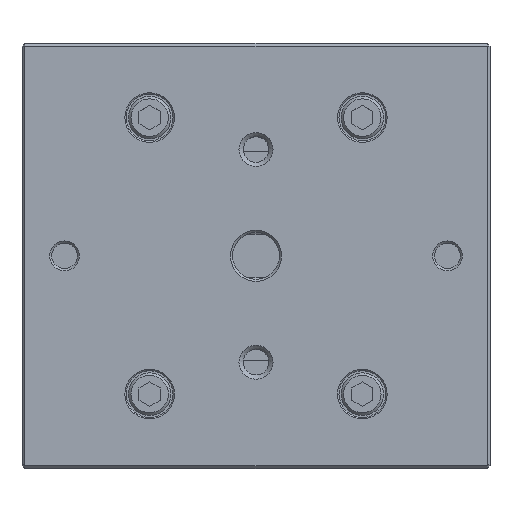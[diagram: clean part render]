
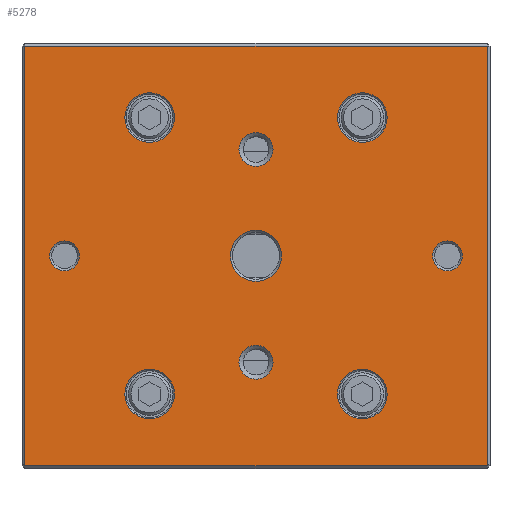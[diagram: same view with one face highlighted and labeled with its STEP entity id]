
A CAD part, top view. The second image highlights one B-rep face of the part: STEP entity #5278.
In plain terms, the highlighted planar face has unit normal (0, 0, 1).
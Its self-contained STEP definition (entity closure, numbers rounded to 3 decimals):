
#4799=FACE_BOUND('',#7689,.T.);
#4800=FACE_BOUND('',#7690,.T.);
#4801=FACE_BOUND('',#7691,.T.);
#4802=FACE_BOUND('',#7692,.T.);
#4803=FACE_BOUND('',#7693,.T.);
#4804=FACE_BOUND('',#7694,.T.);
#4805=FACE_BOUND('',#7695,.T.);
#4806=FACE_BOUND('',#7696,.T.);
#4807=FACE_BOUND('',#7697,.T.);
#4808=FACE_BOUND('',#7698,.T.);
#5045=CIRCLE('',#20132,6.);
#5046=CIRCLE('',#20133,3.5);
#5047=CIRCLE('',#20134,3.5);
#5048=CIRCLE('',#20135,4.);
#5049=CIRCLE('',#20136,4.);
#5050=CIRCLE('',#20137,5.825);
#5051=CIRCLE('',#20138,5.825);
#5052=CIRCLE('',#20139,5.825);
#5053=CIRCLE('',#20140,5.825);
#5278=ADVANCED_FACE('',(#4799,#4800,#4801,#4802,#4803,#4804,#4805,#4806,
#4807,#4808),#6142,.F.);
#6142=PLANE('',#20141);
#7689=EDGE_LOOP('',(#9627));
#7690=EDGE_LOOP('',(#9628));
#7691=EDGE_LOOP('',(#9629));
#7692=EDGE_LOOP('',(#9630));
#7693=EDGE_LOOP('',(#9631));
#7694=EDGE_LOOP('',(#9632));
#7695=EDGE_LOOP('',(#9633));
#7696=EDGE_LOOP('',(#9634));
#7697=EDGE_LOOP('',(#9635));
#7698=EDGE_LOOP('',(#9636,#9637,#9638,#9639));
#9627=ORIENTED_EDGE('',*,*,#15144,.T.);
#9628=ORIENTED_EDGE('',*,*,#15145,.F.);
#9629=ORIENTED_EDGE('',*,*,#15146,.T.);
#9630=ORIENTED_EDGE('',*,*,#15147,.T.);
#9631=ORIENTED_EDGE('',*,*,#15148,.T.);
#9632=ORIENTED_EDGE('',*,*,#15149,.T.);
#9633=ORIENTED_EDGE('',*,*,#15150,.T.);
#9634=ORIENTED_EDGE('',*,*,#15151,.T.);
#9635=ORIENTED_EDGE('',*,*,#15152,.T.);
#9636=ORIENTED_EDGE('',*,*,#15153,.T.);
#9637=ORIENTED_EDGE('',*,*,#15154,.T.);
#9638=ORIENTED_EDGE('',*,*,#15155,.T.);
#9639=ORIENTED_EDGE('',*,*,#15156,.T.);
#13565=VERTEX_POINT('',#26271);
#13566=VERTEX_POINT('',#26273);
#13567=VERTEX_POINT('',#26275);
#13568=VERTEX_POINT('',#26277);
#13569=VERTEX_POINT('',#26279);
#13570=VERTEX_POINT('',#26281);
#13571=VERTEX_POINT('',#26283);
#13572=VERTEX_POINT('',#26285);
#13573=VERTEX_POINT('',#26287);
#13574=VERTEX_POINT('',#26289);
#13575=VERTEX_POINT('',#26290);
#13576=VERTEX_POINT('',#26292);
#13577=VERTEX_POINT('',#26294);
#15144=EDGE_CURVE('',#13565,#13565,#5045,.T.);
#15145=EDGE_CURVE('',#13566,#13566,#5046,.T.);
#15146=EDGE_CURVE('',#13567,#13567,#5047,.T.);
#15147=EDGE_CURVE('',#13568,#13568,#5048,.T.);
#15148=EDGE_CURVE('',#13569,#13569,#5049,.T.);
#15149=EDGE_CURVE('',#13570,#13570,#5050,.T.);
#15150=EDGE_CURVE('',#13571,#13571,#5051,.T.);
#15151=EDGE_CURVE('',#13572,#13572,#5052,.T.);
#15152=EDGE_CURVE('',#13573,#13573,#5053,.T.);
#15153=EDGE_CURVE('',#13574,#13575,#17111,.T.);
#15154=EDGE_CURVE('',#13575,#13576,#17112,.T.);
#15155=EDGE_CURVE('',#13576,#13577,#17113,.T.);
#15156=EDGE_CURVE('',#13577,#13574,#17114,.T.);
#17111=LINE('',#26288,#18795);
#17112=LINE('',#26291,#18796);
#17113=LINE('',#26293,#18797);
#17114=LINE('',#26295,#18798);
#18795=VECTOR('',#21801,1.);
#18796=VECTOR('',#21802,1.);
#18797=VECTOR('',#21803,1.);
#18798=VECTOR('',#21804,1.);
#20132=AXIS2_PLACEMENT_3D('',#26270,#21783,#21784);
#20133=AXIS2_PLACEMENT_3D('',#26272,#21785,#21786);
#20134=AXIS2_PLACEMENT_3D('',#26274,#21787,#21788);
#20135=AXIS2_PLACEMENT_3D('',#26276,#21789,#21790);
#20136=AXIS2_PLACEMENT_3D('',#26278,#21791,#21792);
#20137=AXIS2_PLACEMENT_3D('',#26280,#21793,#21794);
#20138=AXIS2_PLACEMENT_3D('',#26282,#21795,#21796);
#20139=AXIS2_PLACEMENT_3D('',#26284,#21797,#21798);
#20140=AXIS2_PLACEMENT_3D('',#26286,#21799,#21800);
#20141=AXIS2_PLACEMENT_3D('',#26296,#21805,#21806);
#21783=DIRECTION('',(0.,0.,-1.));
#21784=DIRECTION('',(-1.,0.,0.));
#21785=DIRECTION('',(0.,0.,1.));
#21786=DIRECTION('',(1.,0.,0.));
#21787=DIRECTION('',(0.,0.,-1.));
#21788=DIRECTION('',(-1.,0.,0.));
#21789=DIRECTION('',(0.,0.,-1.));
#21790=DIRECTION('',(-1.,0.,0.));
#21791=DIRECTION('',(0.,0.,-1.));
#21792=DIRECTION('',(-1.,0.,0.));
#21793=DIRECTION('',(0.,0.,-1.));
#21794=DIRECTION('',(-1.,0.,0.));
#21795=DIRECTION('',(0.,0.,-1.));
#21796=DIRECTION('',(-1.,0.,0.));
#21797=DIRECTION('',(0.,0.,-1.));
#21798=DIRECTION('',(-1.,0.,0.));
#21799=DIRECTION('',(0.,0.,-1.));
#21800=DIRECTION('',(-1.,0.,0.));
#21801=DIRECTION('',(1.,0.,0.));
#21802=DIRECTION('',(0.,1.,0.));
#21803=DIRECTION('',(-1.,0.,0.));
#21804=DIRECTION('',(0.,-1.,0.));
#21805=DIRECTION('',(0.,0.,-1.));
#21806=DIRECTION('',(1.,0.,0.));
#26270=CARTESIAN_POINT('',(135.,50.,40.));
#26271=CARTESIAN_POINT('',(129.,50.,40.));
#26272=CARTESIAN_POINT('',(180.,50.,40.));
#26273=CARTESIAN_POINT('',(183.5,50.,40.));
#26274=CARTESIAN_POINT('',(90.,50.,40.));
#26275=CARTESIAN_POINT('',(86.5,50.,40.));
#26276=CARTESIAN_POINT('',(135.,25.,40.));
#26277=CARTESIAN_POINT('',(131.,25.,40.));
#26278=CARTESIAN_POINT('',(135.,75.,40.));
#26279=CARTESIAN_POINT('',(131.,75.,40.));
#26280=CARTESIAN_POINT('',(160.,17.5,40.));
#26281=CARTESIAN_POINT('',(154.175,17.5,40.));
#26282=CARTESIAN_POINT('',(160.,82.5,40.));
#26283=CARTESIAN_POINT('',(154.175,82.5,40.));
#26284=CARTESIAN_POINT('',(110.,17.5,40.));
#26285=CARTESIAN_POINT('',(104.175,17.5,40.));
#26286=CARTESIAN_POINT('',(110.,82.5,40.));
#26287=CARTESIAN_POINT('',(104.175,82.5,40.));
#26288=CARTESIAN_POINT('',(190.,0.7,40.));
#26289=CARTESIAN_POINT('',(80.7,0.7,40.));
#26290=CARTESIAN_POINT('',(189.3,0.7,40.));
#26291=CARTESIAN_POINT('',(189.3,100.,40.));
#26292=CARTESIAN_POINT('',(189.3,99.3,40.));
#26293=CARTESIAN_POINT('',(190.,99.3,40.));
#26294=CARTESIAN_POINT('',(80.7,99.3,40.));
#26295=CARTESIAN_POINT('',(80.7,0.7,40.));
#26296=CARTESIAN_POINT('',(190.,100.,40.));
